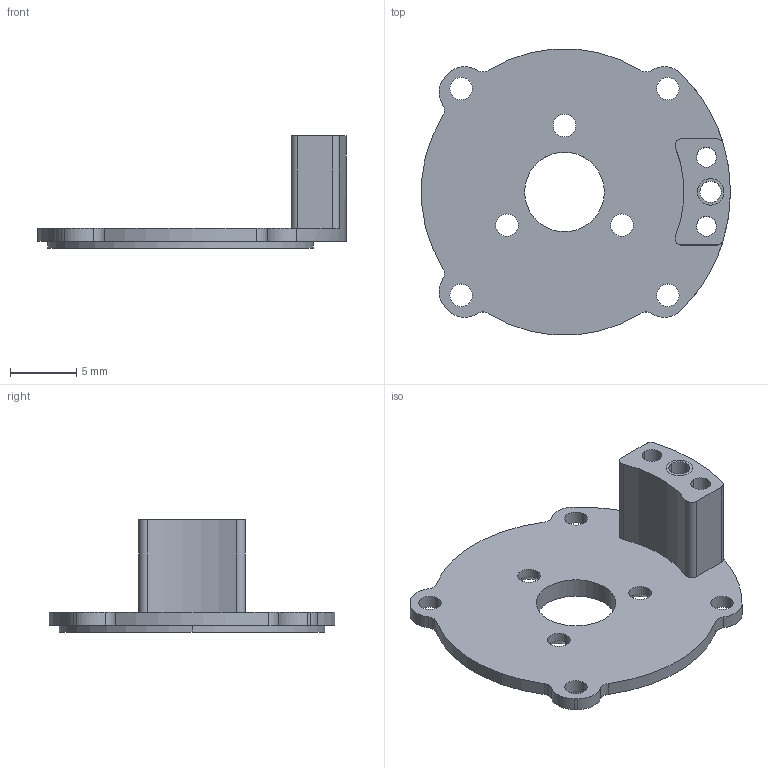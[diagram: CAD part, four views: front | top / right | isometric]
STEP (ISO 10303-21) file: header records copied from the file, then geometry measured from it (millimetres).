
FILE_DESCRIPTION((''),'2;1');
FILE_NAME('ICUB3_020_P_101','2021-09-07T17:14:35',('silo-mech'),(''),'CREO PARAMETRIC BY PTC INC, 2020454','CREO PARAMETRIC BY PTC INC, 2020454','');
FILE_SCHEMA(('CONFIG_CONTROL_DESIGN'));
Length unit declared in the file: millimetre
Products named in the file (1): ICUB3_020_P_101
Bounding box: 23.27 x 21.53 x 8.45 mm (x, y, z)
Volume: 585.8 mm3; surface area: 1277.6 mm2
Topology: 1 solids, 2 shells, 67 faces, 180 edges, 118 vertices
Faces by surface type: cylinder 53, plane 8, cone 6
Entity records: 2248 total; most frequent: DIRECTION 430, CARTESIAN_POINT 366, ORIENTED_EDGE 356, AXIS2_PLACEMENT_3D 182, EDGE_CURVE 180, VERTEX_POINT 118, CIRCLE 114, EDGE_LOOP 92
